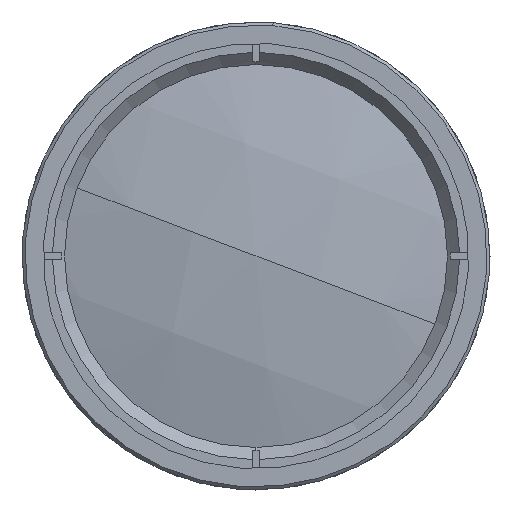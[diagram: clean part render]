
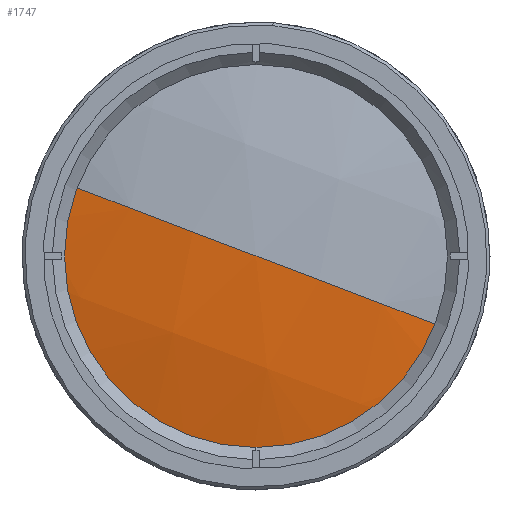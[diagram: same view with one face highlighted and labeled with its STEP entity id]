
A CAD part, left-side view. The second image highlights one B-rep face of the part: STEP entity #1747.
In plain terms, the highlighted spherical face has radius 126.51 mm.
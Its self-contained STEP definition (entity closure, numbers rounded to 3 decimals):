
#58 = CARTESIAN_POINT ( 'NONE',  ( -34.148, 30.844, 11.732 ) ) ;
#134 = DIRECTION ( 'NONE',  ( 0., 0.356, -0.935 ) ) ;
#188 = CARTESIAN_POINT ( 'NONE',  ( 87.982, 0., 0. ) ) ;
#404 = VERTEX_POINT ( 'NONE', #58 ) ;
#514 = CIRCLE ( 'NONE', #1849, 126.51 ) ;
#554 = EDGE_LOOP ( 'NONE', ( #2608, #564, #2477 ) ) ;
#564 = ORIENTED_EDGE ( 'NONE', *, *, #2296, .T. ) ;
#694 = DIRECTION ( 'NONE',  ( 0., 0.935, 0.356 ) ) ;
#721 = CARTESIAN_POINT ( 'NONE',  ( -34.148, -30.844, -11.732 ) ) ;
#843 = CARTESIAN_POINT ( 'NONE',  ( 87.982, 0., 0. ) ) ;
#1063 = DIRECTION ( 'NONE',  ( -1., 0., 0. ) ) ;
#1077 = DIRECTION ( 'NONE',  ( 0., -0.935, -0.356 ) ) ;
#1403 = AXIS2_PLACEMENT_3D ( 'NONE', #2509, #1063, #2759 ) ;
#1460 = VERTEX_POINT ( 'NONE', #2230 ) ;
#1603 = CARTESIAN_POINT ( 'NONE',  ( 87.982, 0., 0. ) ) ;
#1747 = ADVANCED_FACE ( 'NONE', ( #2606 ), #2527, .T. ) ;
#1846 = DIRECTION ( 'NONE',  ( 0., 0.935, 0.356 ) ) ;
#1849 = AXIS2_PLACEMENT_3D ( 'NONE', #1603, #134, #1846 ) ;
#1971 = AXIS2_PLACEMENT_3D ( 'NONE', #188, #2138, #694 ) ;
#2055 = EDGE_CURVE ( 'NONE', #404, #1460, #2482, .T. ) ;
#2138 = DIRECTION ( 'NONE',  ( 0., 0.356, -0.935 ) ) ;
#2230 = CARTESIAN_POINT ( 'NONE',  ( -38.528, 0., 0. ) ) ;
#2241 = AXIS2_PLACEMENT_3D ( 'NONE', #843, #2535, #1077 ) ;
#2296 = EDGE_CURVE ( 'NONE', #2526, #1460, #514, .T. ) ;
#2477 = ORIENTED_EDGE ( 'NONE', *, *, #2055, .F. ) ;
#2482 = CIRCLE ( 'NONE', #2241, 126.51 ) ;
#2509 = CARTESIAN_POINT ( 'NONE',  ( -34.148, 0., 0. ) ) ;
#2526 = VERTEX_POINT ( 'NONE', #721 ) ;
#2527 = SPHERICAL_SURFACE ( 'NONE', #1971, 126.51 ) ;
#2535 = DIRECTION ( 'NONE',  ( 0., -0.356, 0.935 ) ) ;
#2606 = FACE_OUTER_BOUND ( 'NONE', #554, .T. ) ;
#2608 = ORIENTED_EDGE ( 'NONE', *, *, #2741, .T. ) ;
#2741 = EDGE_CURVE ( 'NONE', #404, #2526, #2744, .T. ) ;
#2744 = CIRCLE ( 'NONE', #1403, 33. ) ;
#2759 = DIRECTION ( 'NONE',  ( 0., -0.356, 0.935 ) ) ;
